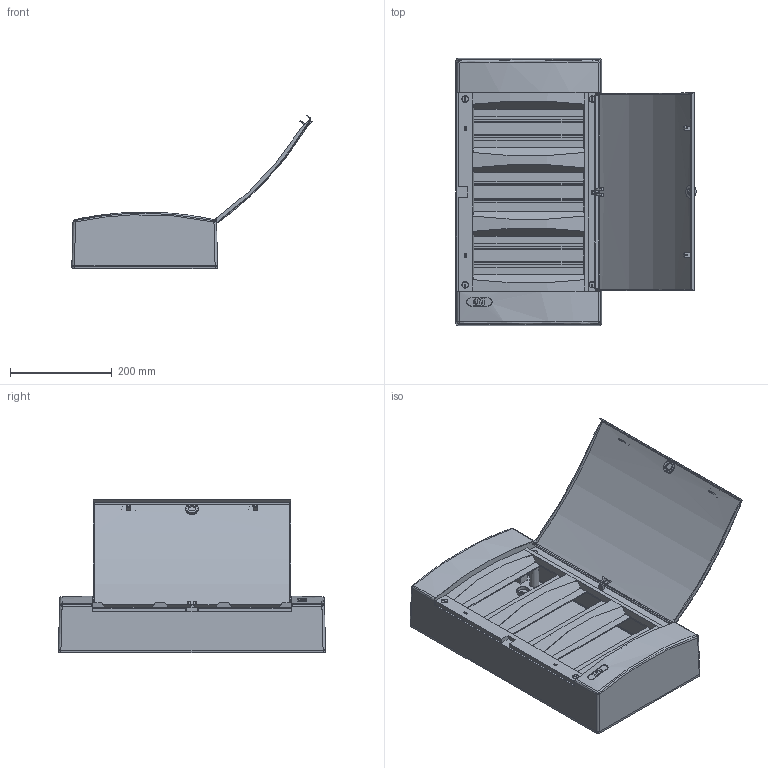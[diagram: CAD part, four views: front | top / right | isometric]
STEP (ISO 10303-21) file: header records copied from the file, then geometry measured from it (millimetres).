
FILE_DESCRIPTION(/* description */ ('Unknown'),/* implementation_level */ '2;1');
FILE_NAME(/* name */ 'ECT_36_PT_Modulowa',/* time_stamp */ '2020-05-14T19:59:08+02:00',/* author */ ('Unknown'),/* organization */ ('Unknown'),/* preprocessor_version */ 'ST-DEVELOPER v16.7',/* originating_system */ 'DEX',/* authorisation */ $);
FILE_SCHEMA (('AUTOMOTIVE_DESIGN {1 0 10303 214 3 1 1}'));
Length unit declared in the file: millimetre
Products named in the file (8): ECT_36_PT_Modulowa; Door_ECT_36; Front_ECT_36; Bottom_ECT_36; TH_12_Rail; ETI LOGO; Screw_M4x8; Pin
Assembly tree (17 placements, depth 2):
  ECT_36_PT_Modulowa
    Door_ECT_36
    Front_ECT_36
    Bottom_ECT_36
    TH_12_Rail  x3
    ETI LOGO
    Screw_M4x8  x6
    Pin  x4
Bounding box: 472.66 x 525.6 x 302.34 mm (x, y, z)
Volume: 1599110.2 mm3; surface area: 1289855.5 mm2
Topology: 19 solids, 19 shells, 1235 faces, 3223 edges, 2121 vertices
Faces by surface type: plane 822, cylinder 208, cone 175, torus 12, sphere 10, bspline 8
Full cylindrical faces by diameter (mm): 4 x6, 8 x6, 12.2 x4
Entity records: 31785 total; most frequent: CARTESIAN_POINT 6186, ORIENTED_EDGE 4676, DIRECTION 4623, EDGE_CURVE 2338, VERTEX_POINT 1575, AXIS2_PLACEMENT_3D 1557, LINE 1509, VECTOR 1509
